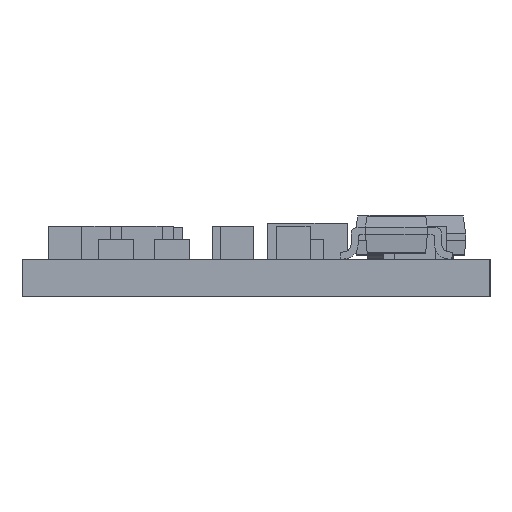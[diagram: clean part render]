
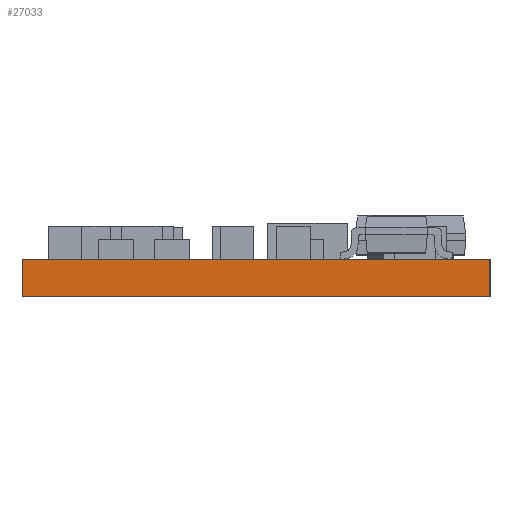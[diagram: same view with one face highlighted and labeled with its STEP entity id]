
A CAD part, left-side view. The second image highlights one B-rep face of the part: STEP entity #27033.
In plain terms, the highlighted planar face has unit normal (-1, 0, 0).
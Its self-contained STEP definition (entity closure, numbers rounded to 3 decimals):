
#229 = CARTESIAN_POINT ( 'NONE',  ( 0., 12.7, 1.016 ) ) ;
#412 = EDGE_LOOP ( 'NONE', ( #26562, #18871, #16027, #10676 ) ) ;
#472 = DIRECTION ( 'NONE',  ( 0., 0., -1. ) ) ;
#2115 = LINE ( 'NONE', #7782, #37545 ) ;
#2310 = CARTESIAN_POINT ( 'NONE',  ( 0., 12.7, 1.016 ) ) ;
#2913 = VERTEX_POINT ( 'NONE', #29304 ) ;
#3007 = DIRECTION ( 'NONE',  ( 0., -1., 0. ) ) ;
#3407 = PLANE ( 'NONE',  #20283 ) ;
#7782 = CARTESIAN_POINT ( 'NONE',  ( 0., 0., 1.016 ) ) ;
#10676 = ORIENTED_EDGE ( 'NONE', *, *, #21278, .T. ) ;
#12008 = LINE ( 'NONE', #24787, #17101 ) ;
#16027 = ORIENTED_EDGE ( 'NONE', *, *, #27308, .F. ) ;
#17101 = VECTOR ( 'NONE', #3007, 1000. ) ;
#17354 = CARTESIAN_POINT ( 'NONE',  ( 0., 12.7, 1.016 ) ) ;
#18871 = ORIENTED_EDGE ( 'NONE', *, *, #40312, .F. ) ;
#20283 = AXIS2_PLACEMENT_3D ( 'NONE', #25797, #38522, #472 ) ;
#21278 = EDGE_CURVE ( 'NONE', #39100, #32306, #23849, .T. ) ;
#22692 = EDGE_CURVE ( 'NONE', #32306, #2913, #12008, .T. ) ;
#23074 = CARTESIAN_POINT ( 'NONE',  ( 0., 12.7, 0. ) ) ;
#23849 = LINE ( 'NONE', #17354, #38036 ) ;
#24787 = CARTESIAN_POINT ( 'NONE',  ( 0., 12.7, 0. ) ) ;
#25797 = CARTESIAN_POINT ( 'NONE',  ( 0., 12.7, 1.016 ) ) ;
#26562 = ORIENTED_EDGE ( 'NONE', *, *, #22692, .T. ) ;
#27033 = ADVANCED_FACE ( 'NONE', ( #38328 ), #3407, .F. ) ;
#27308 = EDGE_CURVE ( 'NONE', #39100, #35048, #32607, .T. ) ;
#29304 = CARTESIAN_POINT ( 'NONE',  ( 0., 0., 0. ) ) ;
#30557 = DIRECTION ( 'NONE',  ( 0., 0., -1. ) ) ;
#31655 = VECTOR ( 'NONE', #35311, 1000. ) ;
#32306 = VERTEX_POINT ( 'NONE', #23074 ) ;
#32607 = LINE ( 'NONE', #229, #31655 ) ;
#34058 = DIRECTION ( 'NONE',  ( 0., 0., -1. ) ) ;
#35048 = VERTEX_POINT ( 'NONE', #40227 ) ;
#35311 = DIRECTION ( 'NONE',  ( 0., -1., 0. ) ) ;
#37545 = VECTOR ( 'NONE', #30557, 1000. ) ;
#38036 = VECTOR ( 'NONE', #34058, 1000. ) ;
#38328 = FACE_OUTER_BOUND ( 'NONE', #412, .T. ) ;
#38522 = DIRECTION ( 'NONE',  ( 1., 0., 0. ) ) ;
#39100 = VERTEX_POINT ( 'NONE', #2310 ) ;
#40227 = CARTESIAN_POINT ( 'NONE',  ( 0., 0., 1.016 ) ) ;
#40312 = EDGE_CURVE ( 'NONE', #35048, #2913, #2115, .T. ) ;
